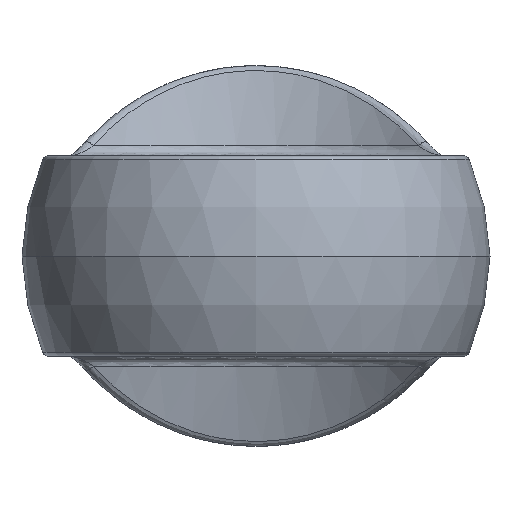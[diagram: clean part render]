
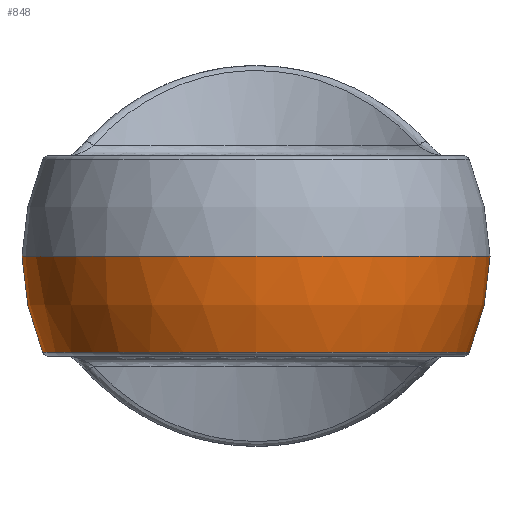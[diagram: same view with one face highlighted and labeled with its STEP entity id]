
A CAD part, front view. The second image highlights one B-rep face of the part: STEP entity #848.
In plain terms, the highlighted spherical face has radius 35 mm.
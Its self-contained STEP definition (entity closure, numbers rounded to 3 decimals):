
#12 = DIRECTION ( 'NONE',  ( -1., 0., 0. ) ) ;
#87 = CARTESIAN_POINT ( 'NONE',  ( 31.895, 0., -14.412 ) ) ;
#105 = CIRCLE ( 'NONE', #2209, 34.451 ) ;
#116 = CARTESIAN_POINT ( 'NONE',  ( -31.291, 6.176, -14.412 ) ) ;
#124 = AXIS2_PLACEMENT_3D ( 'NONE', #1384, #1844, #1160 ) ;
#133 = DIRECTION ( 'NONE',  ( 1., 0., 0. ) ) ;
#252 = CARTESIAN_POINT ( 'NONE',  ( -31.895, 0., -14.412 ) ) ;
#276 = DIRECTION ( 'NONE',  ( 1., 0., 0. ) ) ;
#427 = DIRECTION ( 'NONE',  ( 1., 0., 0. ) ) ;
#445 = EDGE_CURVE ( 'NONE', #2238, #2995, #2014, .T. ) ;
#461 = CARTESIAN_POINT ( 'NONE',  ( 0., 0., 0. ) ) ;
#475 = ORIENTED_EDGE ( 'NONE', *, *, #696, .F. ) ;
#497 = CARTESIAN_POINT ( 'NONE',  ( 34.451, 6.176, 0. ) ) ;
#590 = DIRECTION ( 'NONE',  ( 0., 0., 1. ) ) ;
#696 = EDGE_CURVE ( 'NONE', #2454, #1422, #862, .T. ) ;
#717 = EDGE_CURVE ( 'NONE', #2995, #2349, #105, .T. ) ;
#815 = CARTESIAN_POINT ( 'NONE',  ( 0., 0., -14.412 ) ) ;
#848 = ADVANCED_FACE ( 'NONE', ( #889 ), #2078, .T. ) ;
#862 = CIRCLE ( 'NONE', #2774, 35. ) ;
#889 = FACE_OUTER_BOUND ( 'NONE', #1199, .T. ) ;
#932 = DIRECTION ( 'NONE',  ( 0., 0., -1. ) ) ;
#984 = ORIENTED_EDGE ( 'NONE', *, *, #2125, .T. ) ;
#1097 = CARTESIAN_POINT ( 'NONE',  ( 0., 6.176, 0. ) ) ;
#1160 = DIRECTION ( 'NONE',  ( 0., 0., -1. ) ) ;
#1167 = DIRECTION ( 'NONE',  ( 0., 0., 1. ) ) ;
#1173 = AXIS2_PLACEMENT_3D ( 'NONE', #1511, #1167, #276 ) ;
#1199 = EDGE_LOOP ( 'NONE', ( #2187, #1446, #475, #1450, #1500, #984, #2884 ) ) ;
#1270 = VERTEX_POINT ( 'NONE', #116 ) ;
#1279 = AXIS2_PLACEMENT_3D ( 'NONE', #815, #1772, #2166 ) ;
#1286 = CARTESIAN_POINT ( 'NONE',  ( 0., 0., 0. ) ) ;
#1344 = DIRECTION ( 'NONE',  ( -1., 0., 0. ) ) ;
#1355 = CARTESIAN_POINT ( 'NONE',  ( 0., 0., -14.412 ) ) ;
#1384 = CARTESIAN_POINT ( 'NONE',  ( 0., 6.176, 0. ) ) ;
#1409 = AXIS2_PLACEMENT_3D ( 'NONE', #461, #932, #12 ) ;
#1422 = VERTEX_POINT ( 'NONE', #2053 ) ;
#1446 = ORIENTED_EDGE ( 'NONE', *, *, #1535, .T. ) ;
#1450 = ORIENTED_EDGE ( 'NONE', *, *, #2590, .T. ) ;
#1500 = ORIENTED_EDGE ( 'NONE', *, *, #2257, .T. ) ;
#1511 = CARTESIAN_POINT ( 'NONE',  ( 0., 0., -14.412 ) ) ;
#1535 = EDGE_CURVE ( 'NONE', #2349, #1422, #1724, .T. ) ;
#1570 = CARTESIAN_POINT ( 'NONE',  ( -34.451, 6.176, 0. ) ) ;
#1724 = CIRCLE ( 'NONE', #1409, 35. ) ;
#1772 = DIRECTION ( 'NONE',  ( 0., 0., 1. ) ) ;
#1793 = DIRECTION ( 'NONE',  ( 0., -1., 0. ) ) ;
#1813 = AXIS2_PLACEMENT_3D ( 'NONE', #1355, #2591, #427 ) ;
#1844 = DIRECTION ( 'NONE',  ( 0., -1., 0. ) ) ;
#2014 = CIRCLE ( 'NONE', #1813, 31.895 ) ;
#2053 = CARTESIAN_POINT ( 'NONE',  ( 0., -35., 0. ) ) ;
#2055 = DIRECTION ( 'NONE',  ( 0., 0., -1. ) ) ;
#2078 = SPHERICAL_SURFACE ( 'NONE', #2916, 35. ) ;
#2125 = EDGE_CURVE ( 'NONE', #2715, #2238, #2377, .T. ) ;
#2166 = DIRECTION ( 'NONE',  ( 1., 0., 0. ) ) ;
#2187 = ORIENTED_EDGE ( 'NONE', *, *, #717, .T. ) ;
#2209 = AXIS2_PLACEMENT_3D ( 'NONE', #1097, #1793, #2055 ) ;
#2238 = VERTEX_POINT ( 'NONE', #87 ) ;
#2257 = EDGE_CURVE ( 'NONE', #1270, #2715, #2631, .T. ) ;
#2349 = VERTEX_POINT ( 'NONE', #497 ) ;
#2377 = CIRCLE ( 'NONE', #1173, 31.895 ) ;
#2454 = VERTEX_POINT ( 'NONE', #1570 ) ;
#2551 = CARTESIAN_POINT ( 'NONE',  ( 0., 0., 0. ) ) ;
#2590 = EDGE_CURVE ( 'NONE', #2454, #1270, #2748, .T. ) ;
#2591 = DIRECTION ( 'NONE',  ( 0., 0., 1. ) ) ;
#2631 = CIRCLE ( 'NONE', #1279, 31.895 ) ;
#2687 = CARTESIAN_POINT ( 'NONE',  ( 31.291, 6.176, -14.412 ) ) ;
#2715 = VERTEX_POINT ( 'NONE', #252 ) ;
#2748 = CIRCLE ( 'NONE', #124, 34.451 ) ;
#2774 = AXIS2_PLACEMENT_3D ( 'NONE', #1286, #590, #133 ) ;
#2884 = ORIENTED_EDGE ( 'NONE', *, *, #445, .T. ) ;
#2916 = AXIS2_PLACEMENT_3D ( 'NONE', #2551, #3027, #1344 ) ;
#2995 = VERTEX_POINT ( 'NONE', #2687 ) ;
#3027 = DIRECTION ( 'NONE',  ( 0., 0., -1. ) ) ;
